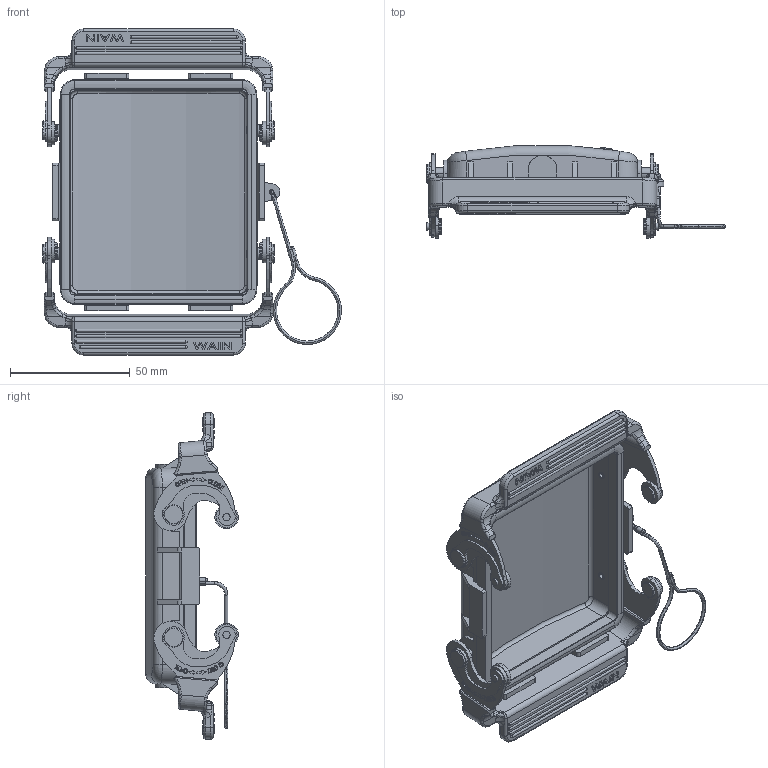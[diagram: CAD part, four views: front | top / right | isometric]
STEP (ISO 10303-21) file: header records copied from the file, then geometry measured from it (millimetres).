
FILE_DESCRIPTION(/* description */ (''),/* implementation_level */ '2;1');
FILE_NAME(/* name */ '_asm1.stp',/* time_stamp */ '2023-05-23T09:05:51+08:00',/* author */ (''),/* organization */ (''),/* preprocessor_version */ 'ST-DEVELOPER v18.1',/* originating_system */ 'SIEMENS PLM Software NX 1980',/* authorisation */ '');
FILE_SCHEMA (('AP203_CONFIGURATION_CONTROLLED_3D_DESIGN_OF_MECHANICAL_PARTS_AND_ASSEMBLIES_MIM_LF { 1 0 10303 403 2 1 2}'));
Length unit declared in the file: millimetre
Products named in the file (1): ylga2514918736gy
Bounding box: 124.96 x 38.65 x 136.45 mm (x, y, z)
Volume: 64361.3 mm3; surface area: 53963.3 mm2
Topology: 2 solids, 3 shells, 1776 faces, 4733 edges, 3057 vertices
Faces by surface type: plane 801, cylinder 654, torus 124, extrusion 64, bspline 56, cone 46, sphere 31
Entity records: 79030 total; most frequent: CARTESIAN_POINT 28274, ORIENTED_EDGE 9372, DIRECTION 7741, EDGE_CURVE 4697, VERTEX_POINT 3057, AXIS2_PLACEMENT_3D 2767, VECTOR 2207, LINE 2143
